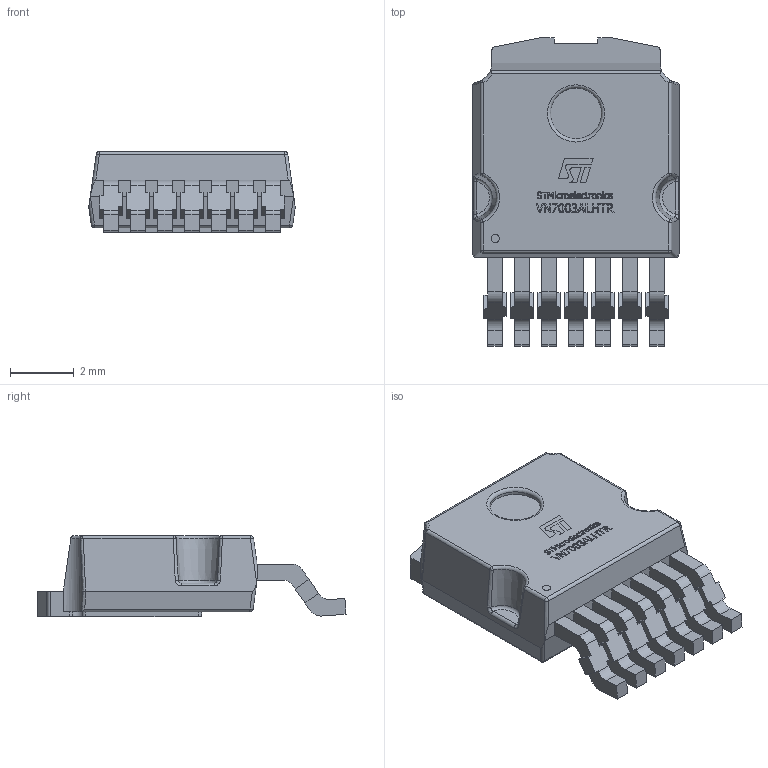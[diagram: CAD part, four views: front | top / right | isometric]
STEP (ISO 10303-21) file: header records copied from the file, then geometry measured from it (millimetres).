
FILE_DESCRIPTION(/* description */ (''),/* implementation_level */ '2;1');
FILE_NAME(/* name */ '1.stp',/* time_stamp */ '2019-03-04T20:54:56+05:00',/* author */ ('karim'),/* organization */ (''),/* preprocessor_version */ 'ST-DEVELOPER v15.6',/* originating_system */ 'Autodesk Inventor 2015',/* authorisation */ '');
FILE_SCHEMA (('AUTOMOTIVE_DESIGN { 1 0 10303 214 3 1 1 }'));
Length unit declared in the file: millimetre
Products named in the file (4): 1; 2; STM Logo
Bounding box: 6.5 x 9.7 x 2.55 mm (x, y, z)
Volume: 99.3 mm3; surface area: 251 mm2
Topology: 44 solids, 44 shells, 708 faces, 1816 edges, 1197 vertices
Faces by surface type: plane 432, bspline 191, cylinder 66, sphere 10, torus 7, cone 2
Full cylindrical faces by diameter (mm): 0.259 x1, 1.6 x1
Entity records: 22593 total; most frequent: CARTESIAN_POINT 6464, ORIENTED_EDGE 3626, DIRECTION 2642, EDGE_CURVE 1813, LINE 1260, VECTOR 1260, VERTEX_POINT 1197, EDGE_LOOP 730
